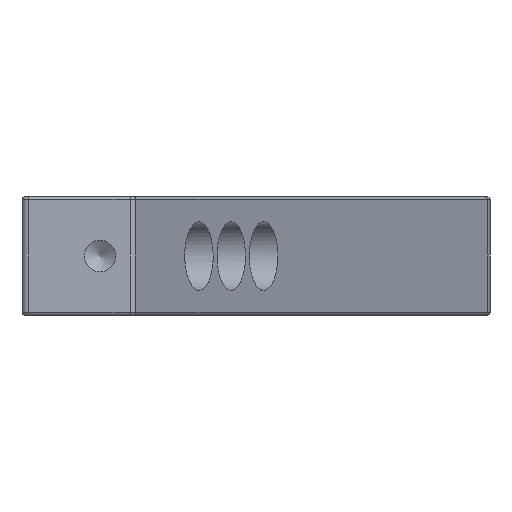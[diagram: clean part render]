
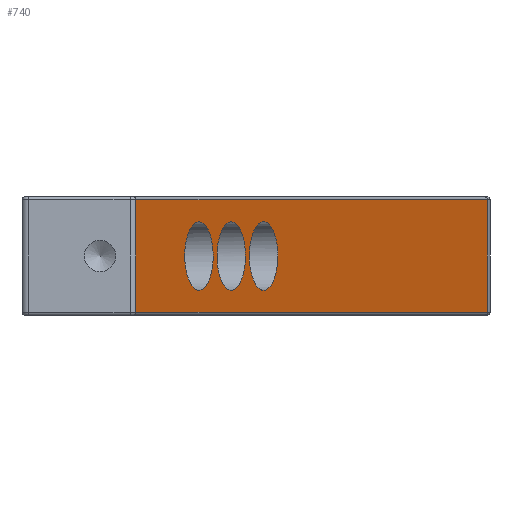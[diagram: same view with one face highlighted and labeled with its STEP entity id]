
A CAD part, left-side view. The second image highlights one B-rep face of the part: STEP entity #740.
In plain terms, the highlighted planar face has unit normal (-0.383, -0.924, 0).
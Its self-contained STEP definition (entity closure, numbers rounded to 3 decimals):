
#546 = CARTESIAN_POINT ( 'NONE',  ( 685.167, 624.504, -11. ) ) ;
#556 = CARTESIAN_POINT ( 'NONE',  ( 685.167, 624.504, 0. ) ) ;
#557 = CARTESIAN_POINT ( 'NONE',  ( 674.167, 629.06, -11. ) ) ;
#558 = CARTESIAN_POINT ( 'NONE',  ( 674.167, 629.06, 0. ) ) ;
#559 = CARTESIAN_POINT ( 'NONE',  ( 674.167, 629.06, 11. ) ) ;
#560 = CARTESIAN_POINT ( 'NONE',  ( 685.167, 624.504, 11. ) ) ;
#561 = CARTESIAN_POINT ( 'NONE',  ( 685.167, 624.504, 0. ) ) ;
#562 = CARTESIAN_POINT ( 'NONE',  ( 655.284, 636.882, 9.5 ) ) ;
#563 = CARTESIAN_POINT ( 'NONE',  ( 697.667, 619.326, 0. ) ) ;
#564 = CARTESIAN_POINT ( 'NONE',  ( 697.667, 619.326, -11. ) ) ;
#565 = CARTESIAN_POINT ( 'NONE',  ( 686.667, 623.883, -11. ) ) ;
#566 = CARTESIAN_POINT ( 'NONE',  ( 686.667, 623.883, 0. ) ) ;
#567 = CARTESIAN_POINT ( 'NONE',  ( 686.667, 623.883, 11. ) ) ;
#568 = CARTESIAN_POINT ( 'NONE',  ( 697.667, 619.326, 11. ) ) ;
#569 = CARTESIAN_POINT ( 'NONE',  ( 697.667, 619.326, 0. ) ) ;
#570 = CARTESIAN_POINT ( 'NONE',  ( 655.284, 636.882, 9. ) ) ;
#571 = CARTESIAN_POINT ( 'NONE',  ( 710.167, 614.149, 0. ) ) ;
#572 = CARTESIAN_POINT ( 'NONE',  ( 710.167, 614.149, -11. ) ) ;
#573 = CARTESIAN_POINT ( 'NONE',  ( 699.167, 618.705, -11. ) ) ;
#574 = CARTESIAN_POINT ( 'NONE',  ( 699.167, 618.705, 0. ) ) ;
#575 = CARTESIAN_POINT ( 'NONE',  ( 699.167, 618.705, 11. ) ) ;
#576 = CARTESIAN_POINT ( 'NONE',  ( 710.167, 614.149, 11. ) ) ;
#577 = CARTESIAN_POINT ( 'NONE',  ( 710.167, 614.149, 0. ) ) ;
#578 = DIRECTION ( 'NONE',  ( 0.924, -0.383, 0. ) ) ;
#580 = DIRECTION ( 'NONE',  ( 0., 0., -1. ) ) ;
#581 = CARTESIAN_POINT ( 'NONE',  ( 654.667, 637.137, -9. ) ) ;
#582 = CARTESIAN_POINT ( 'NONE',  ( 791.267, 580.556, 9.5 ) ) ;
#584 = DIRECTION ( 'NONE',  ( 0., 0., -1. ) ) ;
#585 = DIRECTION ( 'NONE',  ( -0.924, 0.383, 0. ) ) ;
#617 = DIRECTION ( 'NONE',  ( 0.383, 0.924, 0. ) ) ;
#621 = CARTESIAN_POINT ( 'NONE',  ( 654.667, 637.137, 9.5 ) ) ;
#622 = PLANE ( 'NONE',  #659 ) ;
#623 = DIRECTION ( 'NONE',  ( -0.924, 0.383, 0. ) ) ;
#659 = AXIS2_PLACEMENT_3D ( 'NONE', #621, #617, #623 ) ;
#719 = EDGE_CURVE ( 'NONE', #1437, #1437, #2052, .T. ) ;
#720 = EDGE_CURVE ( 'NONE', #1436, #1436, #2059, .T. ) ;
#721 = EDGE_CURVE ( 'NONE', #1435, #1435, #2060, .T. ) ;
#722 = EDGE_CURVE ( 'NONE', #1233, #1256, #1386, .T. ) ;
#723 = EDGE_CURVE ( 'NONE', #1256, #1261, #1686, .T. ) ;
#724 = EDGE_CURVE ( 'NONE', #1260, #1261, #1685, .T. ) ;
#725 = EDGE_CURVE ( 'NONE', #1260, #1233, #1392, .T. ) ;
#740 = ADVANCED_FACE ( 'NONE', ( #1648, #1645, #1653, #1646 ), #622, .F. ) ;
#943 = ORIENTED_EDGE ( 'NONE', *, *, #720, .T. ) ;
#944 = ORIENTED_EDGE ( 'NONE', *, *, #719, .T. ) ;
#946 = ORIENTED_EDGE ( 'NONE', *, *, #722, .T. ) ;
#949 = ORIENTED_EDGE ( 'NONE', *, *, #721, .T. ) ;
#951 = ORIENTED_EDGE ( 'NONE', *, *, #723, .T. ) ;
#953 = ORIENTED_EDGE ( 'NONE', *, *, #725, .T. ) ;
#954 = ORIENTED_EDGE ( 'NONE', *, *, #724, .F. ) ;
#1013 = EDGE_LOOP ( 'NONE', ( #944 ) ) ;
#1021 = EDGE_LOOP ( 'NONE', ( #943 ) ) ;
#1233 = VERTEX_POINT ( 'NONE', #1908 ) ;
#1256 = VERTEX_POINT ( 'NONE', #1930 ) ;
#1260 = VERTEX_POINT ( 'NONE', #1934 ) ;
#1261 = VERTEX_POINT ( 'NONE', #1935 ) ;
#1350 = EDGE_LOOP ( 'NONE', ( #949 ) ) ;
#1367 = EDGE_LOOP ( 'NONE', ( #946, #951, #954, #953 ) ) ;
#1386 = LINE ( 'NONE', #562, #1388 ) ;
#1388 = VECTOR ( 'NONE', #580, 1000. ) ;
#1392 = LINE ( 'NONE', #570, #1681 ) ;
#1395 = VECTOR ( 'NONE', #578, 1000. ) ;
#1435 = VERTEX_POINT ( 'NONE', #1803 ) ;
#1436 = VERTEX_POINT ( 'NONE', #1802 ) ;
#1437 = VERTEX_POINT ( 'NONE', #1801 ) ;
#1645 = FACE_BOUND ( 'NONE', #1021, .T. ) ;
#1646 = FACE_OUTER_BOUND ( 'NONE', #1367, .T. ) ;
#1648 = FACE_BOUND ( 'NONE', #1013, .T. ) ;
#1653 = FACE_BOUND ( 'NONE', #1350, .T. ) ;
#1681 = VECTOR ( 'NONE', #585, 1000. ) ;
#1683 = VECTOR ( 'NONE', #584, 1000. ) ;
#1685 = LINE ( 'NONE', #582, #1683 ) ;
#1686 = LINE ( 'NONE', #581, #1395 ) ;
#1801 = CARTESIAN_POINT ( 'NONE',  ( 685.167, 624.504, 0. ) ) ;
#1802 = CARTESIAN_POINT ( 'NONE',  ( 697.667, 619.326, 0. ) ) ;
#1803 = CARTESIAN_POINT ( 'NONE',  ( 710.167, 614.149, 0. ) ) ;
#1908 = CARTESIAN_POINT ( 'NONE',  ( 655.284, 636.882, 9. ) ) ;
#1930 = CARTESIAN_POINT ( 'NONE',  ( 655.284, 636.882, -9. ) ) ;
#1934 = CARTESIAN_POINT ( 'NONE',  ( 791.267, 580.556, 9. ) ) ;
#1935 = CARTESIAN_POINT ( 'NONE',  ( 791.267, 580.556, -9. ) ) ;
#2052 =( BOUNDED_CURVE ( )  B_SPLINE_CURVE ( 3, ( #556, #546, #557, #558, #559, #560, #561 ),
 .UNSPECIFIED., .T., .T. ) 
 B_SPLINE_CURVE_WITH_KNOTS ( ( 4, 3, 4 ),
 ( 0., 3.142, 6.283 ),
 .UNSPECIFIED. ) 
 CURVE ( )  GEOMETRIC_REPRESENTATION_ITEM ( )  RATIONAL_B_SPLINE_CURVE ( ( 1., 0.333, 0.333, 1., 0.333, 0.333, 1. ) ) 
 REPRESENTATION_ITEM ( '' )  );
#2059 =( BOUNDED_CURVE ( )  B_SPLINE_CURVE ( 3, ( #563, #564, #565, #566, #567, #568, #569 ),
 .UNSPECIFIED., .T., .T. ) 
 B_SPLINE_CURVE_WITH_KNOTS ( ( 4, 3, 4 ),
 ( 0., 3.142, 6.283 ),
 .UNSPECIFIED. ) 
 CURVE ( )  GEOMETRIC_REPRESENTATION_ITEM ( )  RATIONAL_B_SPLINE_CURVE ( ( 1., 0.333, 0.333, 1., 0.333, 0.333, 1. ) ) 
 REPRESENTATION_ITEM ( '' )  );
#2060 =( BOUNDED_CURVE ( )  B_SPLINE_CURVE ( 3, ( #571, #572, #573, #574, #575, #576, #577 ),
 .UNSPECIFIED., .T., .T. ) 
 B_SPLINE_CURVE_WITH_KNOTS ( ( 4, 3, 4 ),
 ( 0., 3.142, 6.283 ),
 .UNSPECIFIED. ) 
 CURVE ( )  GEOMETRIC_REPRESENTATION_ITEM ( )  RATIONAL_B_SPLINE_CURVE ( ( 1., 0.333, 0.333, 1., 0.333, 0.333, 1. ) ) 
 REPRESENTATION_ITEM ( '' )  );
